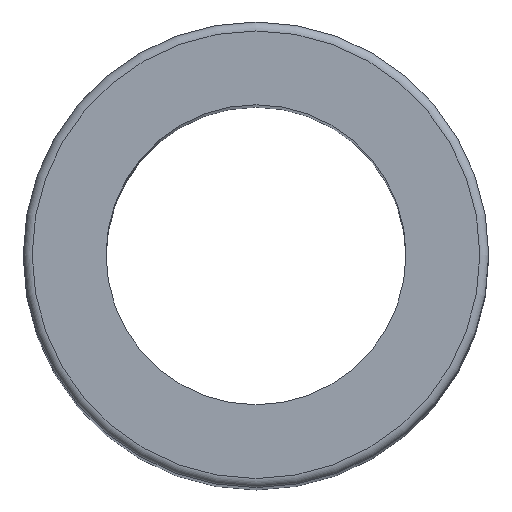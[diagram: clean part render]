
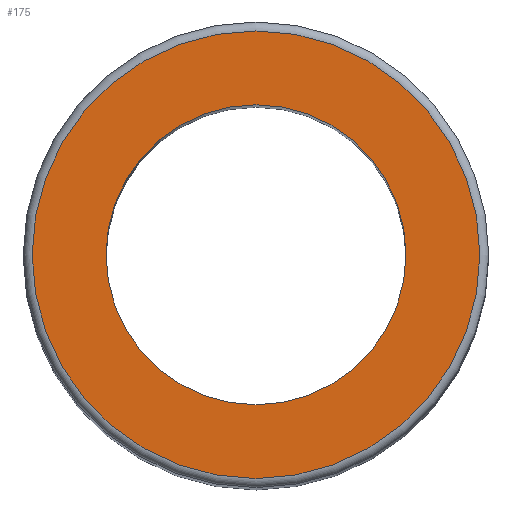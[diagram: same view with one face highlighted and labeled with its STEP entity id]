
A CAD part, top view. The second image highlights one B-rep face of the part: STEP entity #175.
In plain terms, the highlighted planar face has unit normal (0, 0, 1).
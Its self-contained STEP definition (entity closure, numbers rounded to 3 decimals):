
#141=CARTESIAN_POINT('',(6.25,0.,40.0));
#142=VERTEX_POINT('',#141);
#143=CARTESIAN_POINT('',(0.0,0.0,40.0));
#144=DIRECTION('',(0.0,0.0,-1.0));
#145=DIRECTION('',(-1.0,0.0,0.0));
#146=AXIS2_PLACEMENT_3D('',#143,#144,#145);
#147=CIRCLE('',#146,6.25);
#148=EDGE_CURVE('',#142,#142,#147,.T.);
#156=CARTESIAN_POINT('',(0.0,0.0,40.0));
#157=DIRECTION('',(0.0,0.0,-1.0));
#158=DIRECTION('',(-1.0,0.0,0.0));
#159=AXIS2_PLACEMENT_3D('',#156,#157,#158);
#160=PLANE('',#159);
#161=ORIENTED_EDGE('',*,*,#148,.F.);
#162=EDGE_LOOP('',(#161));
#163=FACE_OUTER_BOUND('',#162,.T.);
#164=CARTESIAN_POINT('',(4.188,0.0,40.0));
#165=VERTEX_POINT('',#164);
#166=CARTESIAN_POINT('',(0.0,0.0,40.0));
#167=DIRECTION('',(0.0,0.0,-1.0));
#168=DIRECTION('',(1.0,0.0,0.0));
#169=AXIS2_PLACEMENT_3D('',#166,#167,#168);
#170=CIRCLE('',#169,4.188);
#171=EDGE_CURVE('',#165,#165,#170,.T.);
#172=ORIENTED_EDGE('',*,*,#171,.T.);
#173=EDGE_LOOP('',(#172));
#174=FACE_BOUND('',#173,.T.);
#175=ADVANCED_FACE('',(#163,#174),#160,.F.);
